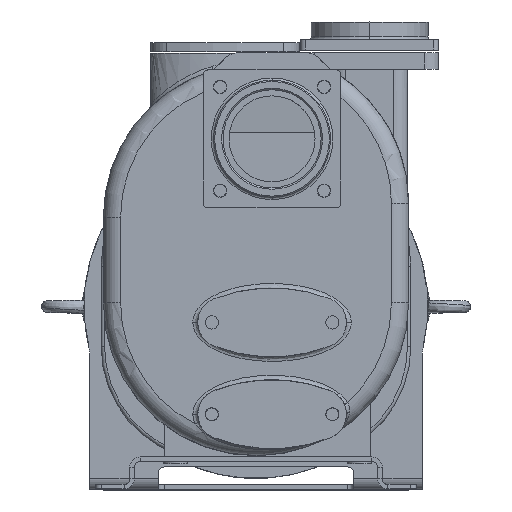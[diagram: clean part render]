
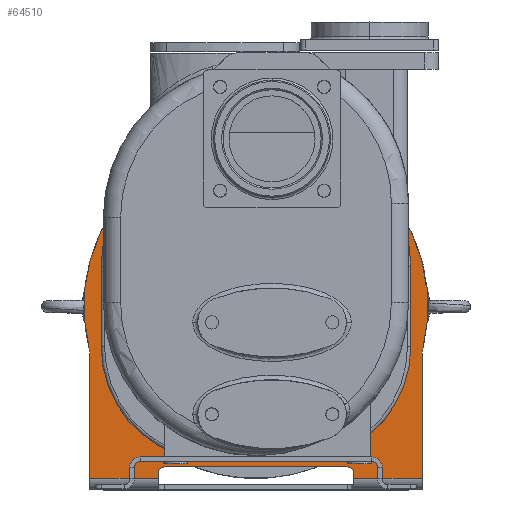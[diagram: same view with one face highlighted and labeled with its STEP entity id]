
A CAD part, top view. The second image highlights one B-rep face of the part: STEP entity #64510.
In plain terms, the highlighted planar face has unit normal (0, 0, 1).
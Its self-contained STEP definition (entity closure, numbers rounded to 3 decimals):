
#13684=CARTESIAN_POINT('',(-165.,90.073,-433.5));
#13685=DIRECTION('',(0.,0.,-1.));
#13686=DIRECTION('',(0.971,0.241,0.));
#13687=AXIS2_PLACEMENT_3D('',#13684,#13685,#13686);
#13689=CARTESIAN_POINT('',(0.,131.,-433.5));
#13690=DIRECTION('',(0.,0.,-1.));
#13691=DIRECTION('',(-0.971,-0.241,0.));
#13692=AXIS2_PLACEMENT_3D('',#13689,#13690,#13691);
#13694=DIRECTION('',(0.,-1.,0.));
#13695=VECTOR('',#13694,109.073);
#13696=CARTESIAN_POINT('',(145.,90.073,-433.5));
#13697=LINE('',#13696,#13695);
#13698=DIRECTION('',(0.,1.,0.));
#13699=VECTOR('',#13698,5.);
#13700=CARTESIAN_POINT('',(85.,-19.,-433.5));
#13701=LINE('',#13700,#13699);
#13702=DIRECTION('',(-1.,0.,0.));
#13703=VECTOR('',#13702,160.);
#13704=CARTESIAN_POINT('',(80.,-9.,-433.5));
#13705=LINE('',#13704,#13703);
#13706=DIRECTION('',(0.,1.,0.));
#13707=VECTOR('',#13706,5.);
#13708=CARTESIAN_POINT('',(-85.,-19.,-433.5));
#13709=LINE('',#13708,#13707);
#13710=DIRECTION('',(0.,1.,0.));
#13711=VECTOR('',#13710,109.073);
#13712=CARTESIAN_POINT('',(-145.,-19.,-433.5));
#13713=LINE('',#13712,#13711);
#13719=CARTESIAN_POINT('',(165.,90.073,-433.5));
#13720=DIRECTION('',(0.,0.,-1.));
#13721=DIRECTION('',(-1.,0.,0.));
#13722=AXIS2_PLACEMENT_3D('',#13719,#13720,#13721);
#13763=CARTESIAN_POINT('',(-80.,-14.,-433.5));
#13764=DIRECTION('',(0.,0.,-1.));
#13765=DIRECTION('',(-1.,0.,0.));
#13766=AXIS2_PLACEMENT_3D('',#13763,#13764,#13765);
#13816=DIRECTION('',(1.,0.,0.));
#13817=VECTOR('',#13816,60.);
#13818=CARTESIAN_POINT('',(-145.,-19.,-433.5));
#13819=LINE('',#13818,#13817);
#14031=DIRECTION('',(1.,0.,0.));
#14032=VECTOR('',#14031,60.);
#14033=CARTESIAN_POINT('',(85.,-19.,-433.5));
#14034=LINE('',#14033,#14032);
#14077=CARTESIAN_POINT('',(80.,-14.,-433.5));
#14078=DIRECTION('',(0.,0.,-1.));
#14079=DIRECTION('',(0.,1.,0.));
#14080=AXIS2_PLACEMENT_3D('',#14077,#14078,#14079);
#14122=CARTESIAN_POINT('',(35.,166.,-433.5));
#14123=DIRECTION('',(0.,0.,1.));
#14124=DIRECTION('',(1.,0.,0.));
#14125=AXIS2_PLACEMENT_3D('',#14122,#14123,#14124);
#14136=DIRECTION('',(0.,1.,0.));
#14137=VECTOR('',#14136,70.);
#14138=CARTESIAN_POINT('',(135.,96.,-433.5));
#14139=LINE('',#14138,#14137);
#14148=CARTESIAN_POINT('',(35.,96.,-433.5));
#14149=DIRECTION('',(0.,0.,1.));
#14150=DIRECTION('',(0.,-1.,0.));
#14151=AXIS2_PLACEMENT_3D('',#14148,#14149,#14150);
#14162=DIRECTION('',(1.,0.,0.));
#14163=VECTOR('',#14162,70.);
#14164=CARTESIAN_POINT('',(-35.,-4.,-433.5));
#14165=LINE('',#14164,#14163);
#14174=CARTESIAN_POINT('',(-35.,96.,-433.5));
#14175=DIRECTION('',(0.,0.,1.));
#14176=DIRECTION('',(-1.,0.,0.));
#14177=AXIS2_PLACEMENT_3D('',#14174,#14175,#14176);
#14188=DIRECTION('',(0.,-1.,0.));
#14189=VECTOR('',#14188,70.);
#14190=CARTESIAN_POINT('',(-135.,166.,-433.5));
#14191=LINE('',#14190,#14189);
#14200=CARTESIAN_POINT('',(-35.,166.,-433.5));
#14201=DIRECTION('',(0.,0.,1.));
#14202=DIRECTION('',(0.,1.,0.));
#14203=AXIS2_PLACEMENT_3D('',#14200,#14201,#14202);
#14214=DIRECTION('',(-1.,0.,0.));
#14215=VECTOR('',#14214,70.);
#14216=CARTESIAN_POINT('',(35.,266.,-433.5));
#14217=LINE('',#14216,#14215);
#36982=CARTESIAN_POINT('',(-80.,-9.,-433.5));
#36984=VERTEX_POINT('',#36982);
#36986=CARTESIAN_POINT('',(-85.,-14.,-433.5));
#36988=VERTEX_POINT('',#36986);
#36998=CARTESIAN_POINT('',(85.,-14.,-433.5));
#37000=VERTEX_POINT('',#36998);
#37002=CARTESIAN_POINT('',(80.,-9.,-433.5));
#37004=VERTEX_POINT('',#37002);
#37013=CARTESIAN_POINT('',(-85.,-19.,-433.5));
#37014=VERTEX_POINT('',#37013);
#37015=CARTESIAN_POINT('',(85.,-19.,-433.5));
#37016=VERTEX_POINT('',#37015);
#37021=CARTESIAN_POINT('',(145.,90.073,-433.5));
#37022=CARTESIAN_POINT('',(145.,-19.,-433.5));
#37023=VERTEX_POINT('',#37021);
#37024=VERTEX_POINT('',#37022);
#37029=CARTESIAN_POINT('',(-145.,-19.,-433.5));
#37030=CARTESIAN_POINT('',(-145.,90.073,-433.5));
#37031=VERTEX_POINT('',#37029);
#37032=VERTEX_POINT('',#37030);
#37037=CARTESIAN_POINT('',(-145.588,94.888,-433.5));
#37038=VERTEX_POINT('',#37037);
#37039=CARTESIAN_POINT('',(145.588,94.888,-433.5));
#37040=VERTEX_POINT('',#37039);
#37041=CARTESIAN_POINT('',(135.,166.,-433.5));
#37042=CARTESIAN_POINT('',(35.,266.,-433.5));
#37043=VERTEX_POINT('',#37041);
#37044=VERTEX_POINT('',#37042);
#37045=CARTESIAN_POINT('',(-35.,266.,-433.5));
#37046=VERTEX_POINT('',#37045);
#37047=CARTESIAN_POINT('',(-135.,166.,-433.5));
#37048=VERTEX_POINT('',#37047);
#37049=CARTESIAN_POINT('',(-135.,96.,-433.5));
#37050=VERTEX_POINT('',#37049);
#37051=CARTESIAN_POINT('',(-35.,-4.,-433.5));
#37052=VERTEX_POINT('',#37051);
#37053=CARTESIAN_POINT('',(35.,-4.,-433.5));
#37054=VERTEX_POINT('',#37053);
#37055=CARTESIAN_POINT('',(135.,96.,-433.5));
#37056=VERTEX_POINT('',#37055);
#64463=CARTESIAN_POINT('',(0.,131.,-433.5));
#64464=DIRECTION('',(0.,0.,-1.));
#64465=DIRECTION('',(-1.,0.,0.));
#64466=AXIS2_PLACEMENT_3D('',#64463,#64464,#64465);
#64467=PLANE('',#64466);
#64468=ORIENTED_EDGE('',*,*,#64346,.T.);
#64470=ORIENTED_EDGE('',*,*,#64469,.F.);
#64472=ORIENTED_EDGE('',*,*,#64471,.T.);
#64474=ORIENTED_EDGE('',*,*,#64473,.F.);
#64476=ORIENTED_EDGE('',*,*,#64475,.T.);
#64478=ORIENTED_EDGE('',*,*,#64477,.F.);
#64480=ORIENTED_EDGE('',*,*,#64479,.T.);
#64482=ORIENTED_EDGE('',*,*,#64481,.F.);
#64484=ORIENTED_EDGE('',*,*,#64483,.F.);
#64486=ORIENTED_EDGE('',*,*,#64485,.F.);
#64488=ORIENTED_EDGE('',*,*,#64487,.T.);
#64489=ORIENTED_EDGE('',*,*,#64456,.F.);
#64490=EDGE_LOOP('',(#64468,#64470,#64472,#64474,#64476,#64478,#64480,#64482,
#64484,#64486,#64488,#64489));
#64491=FACE_OUTER_BOUND('',#64490,.F.);
#64493=ORIENTED_EDGE('',*,*,#64492,.T.);
#64495=ORIENTED_EDGE('',*,*,#64494,.T.);
#64497=ORIENTED_EDGE('',*,*,#64496,.T.);
#64499=ORIENTED_EDGE('',*,*,#64498,.T.);
#64501=ORIENTED_EDGE('',*,*,#64500,.T.);
#64503=ORIENTED_EDGE('',*,*,#64502,.T.);
#64505=ORIENTED_EDGE('',*,*,#64504,.T.);
#64507=ORIENTED_EDGE('',*,*,#64506,.T.);
#64508=EDGE_LOOP('',(#64493,#64495,#64497,#64499,#64501,#64503,#64505,#64507));
#64509=FACE_BOUND('',#64508,.F.);
#64510=ADVANCED_FACE('',(#64491,#64509),#64467,.F.);
#13688=CIRCLE('',#13687,20.);
#13693=CIRCLE('',#13692,150.);
#13723=CIRCLE('',#13722,20.);
#13767=CIRCLE('',#13766,5.);
#14081=CIRCLE('',#14080,5.);
#14126=CIRCLE('',#14125,100.);
#14152=CIRCLE('',#14151,100.);
#14178=CIRCLE('',#14177,100.);
#14204=CIRCLE('',#14203,100.);
#64346=EDGE_CURVE('',#37038,#37040,#13693,.T.);
#64456=EDGE_CURVE('',#37038,#37032,#13688,.T.);
#64469=EDGE_CURVE('',#37023,#37040,#13723,.T.);
#64471=EDGE_CURVE('',#37023,#37024,#13697,.T.);
#64473=EDGE_CURVE('',#37016,#37024,#14034,.T.);
#64475=EDGE_CURVE('',#37016,#37000,#13701,.T.);
#64477=EDGE_CURVE('',#37004,#37000,#14081,.T.);
#64479=EDGE_CURVE('',#37004,#36984,#13705,.T.);
#64481=EDGE_CURVE('',#36988,#36984,#13767,.T.);
#64483=EDGE_CURVE('',#37014,#36988,#13709,.T.);
#64485=EDGE_CURVE('',#37031,#37014,#13819,.T.);
#64487=EDGE_CURVE('',#37031,#37032,#13713,.T.);
#64492=EDGE_CURVE('',#37043,#37044,#14126,.T.);
#64494=EDGE_CURVE('',#37044,#37046,#14217,.T.);
#64496=EDGE_CURVE('',#37046,#37048,#14204,.T.);
#64498=EDGE_CURVE('',#37048,#37050,#14191,.T.);
#64500=EDGE_CURVE('',#37050,#37052,#14178,.T.);
#64502=EDGE_CURVE('',#37052,#37054,#14165,.T.);
#64504=EDGE_CURVE('',#37054,#37056,#14152,.T.);
#64506=EDGE_CURVE('',#37056,#37043,#14139,.T.);
